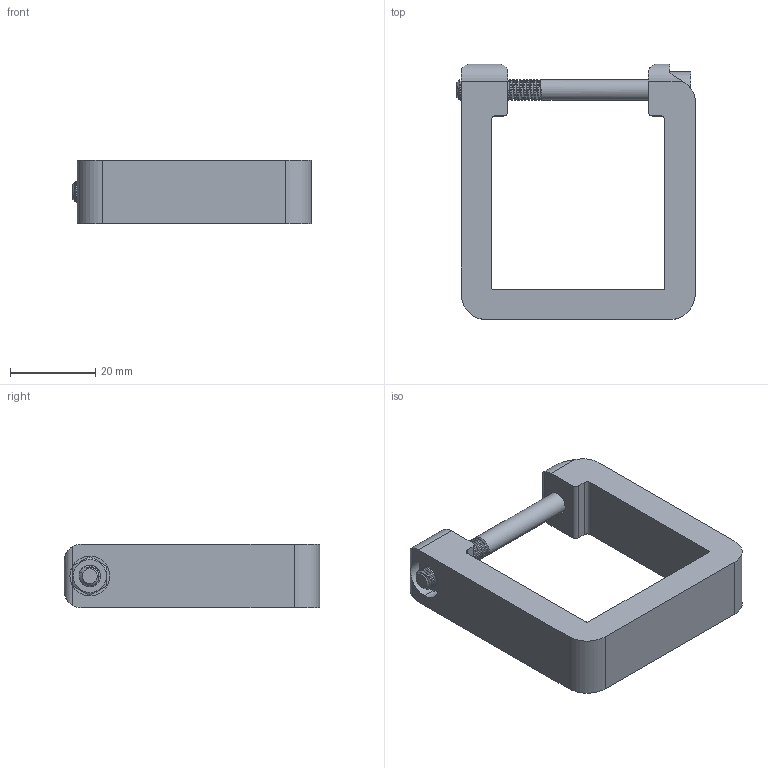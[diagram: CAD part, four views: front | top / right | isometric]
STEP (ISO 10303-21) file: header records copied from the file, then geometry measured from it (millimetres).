
FILE_DESCRIPTION (( 'STEP AP214' ), '1' );
FILE_NAME ('Ensamblaje anillo CLU 40.STEP', '2023-10-23T15:15:55', ( '' ), ( '' ), 'SwSTEP 2.0', 'SolidWorks 2023', '' );
FILE_SCHEMA (( 'AUTOMOTIVE_DESIGN' ));
Length unit declared in the file: millimetre
Products named in the file (4): 3DWEB-Anillo de 40 - Definitivo - 03-12-2020; Tuerca M5; Ensamblaje anillo CLU 40; Tornillo Allen 5x50
Assembly tree (3 placements, depth 2):
  Ensamblaje anillo CLU 40
    3DWEB-Anillo de 40 - Definitivo - 03-12-2020
    Tornillo Allen 5x50
    Tuerca M5
Bounding box: 56 x 60 x 15 mm (x, y, z)
Volume: 18156.7 mm3; surface area: 9198.1 mm2
Topology: 3 solids, 3 shells, 124 faces, 348 edges, 232 vertices
Faces by surface type: cylinder 77, plane 39, cone 6, bspline 2
Entity records: 6813 total; most frequent: CARTESIAN_POINT 3787, ORIENTED_EDGE 696, DIRECTION 534, EDGE_CURVE 348, VERTEX_POINT 232, AXIS2_PLACEMENT_3D 188, VECTOR 158, LINE 158
